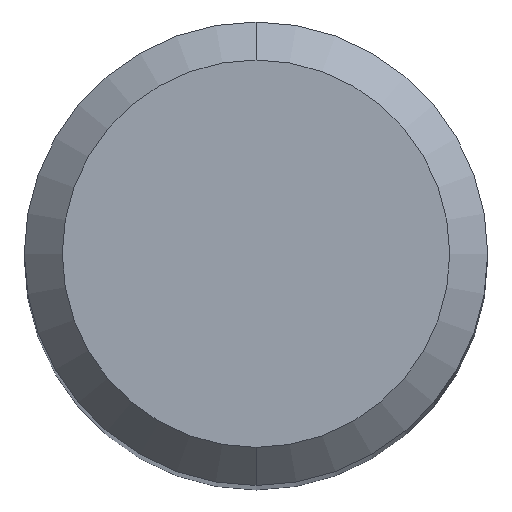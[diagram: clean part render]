
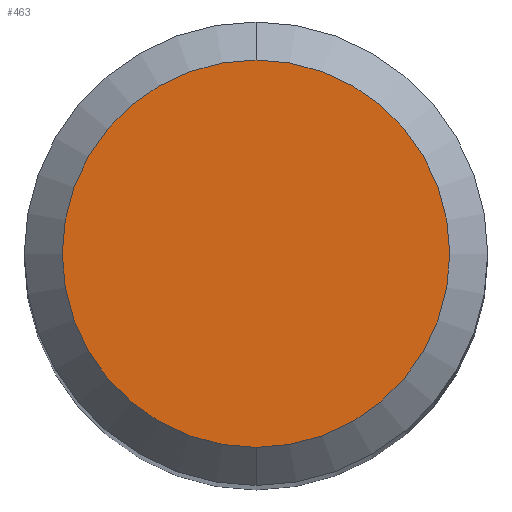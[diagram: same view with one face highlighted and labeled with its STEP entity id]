
A CAD part, top view. The second image highlights one B-rep face of the part: STEP entity #463.
In plain terms, the highlighted planar face has unit normal (0, 0, 1).
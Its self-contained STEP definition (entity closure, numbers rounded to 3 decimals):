
#225=VERTEX_POINT('',#614);
#283=EDGE_CURVE('',#501,#225,#677,.T.);
#387=EDGE_CURVE('',#225,#501,#789,.T.);
#463=ADVANCED_FACE('',(#873),#874,.T.);
#501=VERTEX_POINT('',#917);
#614=CARTESIAN_POINT('',(0.,-4.045,0.0));
#677=CIRCLE('',#1191,4.045);
#789=CIRCLE('',#1441,4.045);
#873=FACE_OUTER_BOUND('',#1589,.T.);
#874=PLANE('',#1590);
#917=CARTESIAN_POINT('',(0.0,4.045,0.0));
#1191=AXIS2_PLACEMENT_3D('',#1887,#1888,#1889);
#1441=AXIS2_PLACEMENT_3D('',#2004,#2005,#2006);
#1589=EDGE_LOOP('',(#2105,#2106));
#1590=AXIS2_PLACEMENT_3D('',#2107,#2108,#2109);
#1887=CARTESIAN_POINT('',(0.0,0.0,0.0));
#1888=DIRECTION('',(0.0,0.0,-1.0));
#1889=DIRECTION('',(0.0,1.0,0.0));
#2004=CARTESIAN_POINT('',(0.0,0.0,0.0));
#2005=DIRECTION('',(0.0,0.0,-1.0));
#2006=DIRECTION('',(0.0,1.0,0.0));
#2105=ORIENTED_EDGE('',*,*,#283,.F.);
#2106=ORIENTED_EDGE('',*,*,#387,.F.);
#2107=CARTESIAN_POINT('',(0.0,2.022,0.0));
#2108=DIRECTION('',(-0.0,0.0,1.0));
#2109=DIRECTION('',(0.0,-1.0,0.0));
